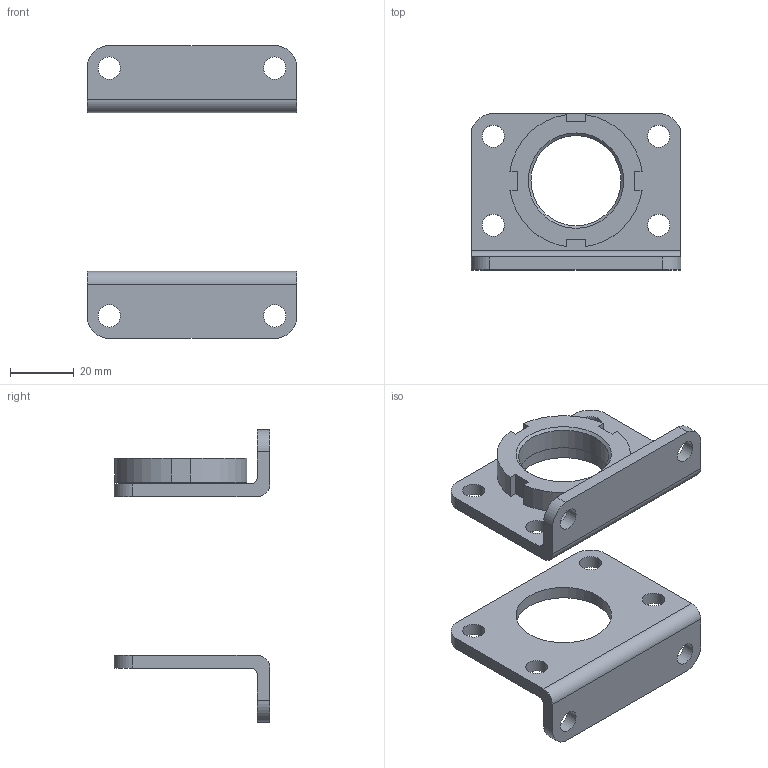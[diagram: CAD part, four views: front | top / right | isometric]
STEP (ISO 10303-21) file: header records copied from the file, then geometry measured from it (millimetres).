
FILE_DESCRIPTION(/* description */ ('STEP AP214'),/* implementation_level */ '2;1');
FILE_NAME(/* name */ '162951_CRH-32',/* time_stamp */ '2024-08-08T18:04:59+02:00',/* author */ ('License CC BY-ND 4.0'),/* organization */ ('CADENAS'),/* preprocessor_version */ 'ST-DEVELOPER v19.3',/* originating_system */ 'PARTsolutions',/* authorisation */ ' ');
FILE_SCHEMA (('AUTOMOTIVE_DESIGN {1 0 10303 214 3 1 1}'));
Length unit declared in the file: millimetre
Products named in the file (3): 162951 CRH-32---(50); 162951 CRH-32---(1); 197326 CR-M30X1,5
Assembly tree (3 placements, depth 2):
  162951 CRH-32---(50)
    162951 CRH-32---(1)  x2
    197326 CR-M30X1,5
Bounding box: 66 x 49 x 92 mm (x, y, z)
Volume: 32017.6 mm3; surface area: 20196.3 mm2
Topology: 3 solids, 3 shells, 65 faces, 186 edges, 128 vertices
Faces by surface type: cylinder 32, plane 31, cone 2
Full cylindrical faces by diameter (mm): 7 x12, 28.376 x1, 30.1 x2, 36 x1
Entity records: 1423 total; most frequent: DIRECTION 240, CARTESIAN_POINT 228, ORIENTED_EDGE 208, EDGE_CURVE 104, AXIS2_PLACEMENT_3D 88, VERTEX_POINT 76, EDGE_LOOP 72, FACE_BOUND 72
